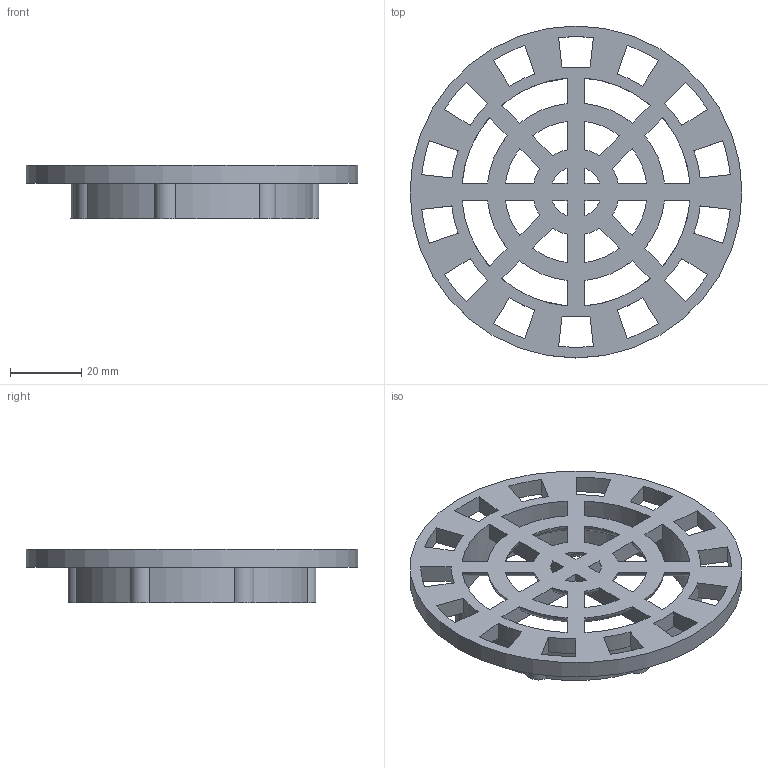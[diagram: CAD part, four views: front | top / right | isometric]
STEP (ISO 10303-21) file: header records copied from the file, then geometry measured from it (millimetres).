
FILE_DESCRIPTION(/* description */ ('STEP AP214'),/* implementation_level */ '2;1');
FILE_NAME(/* name */ '483260001(1)',/* time_stamp */ '2022-12-23T08:18:22+01:00',/* author */ ('License CC BY-ND 4.0'),/* organization */ ('CADENAS'),/* preprocessor_version */ 'ST-DEVELOPER v18.102',/* originating_system */ 'PARTsolutions',/* authorisation */ ' ');
FILE_SCHEMA (('AUTOMOTIVE_DESIGN {1 0 10303 214 3 1 1}'));
Length unit declared in the file: millimetre
Products named in the file (1): 483260001(1)
Bounding box: 93 x 93 x 15 mm (x, y, z)
Volume: 22506.9 mm3; surface area: 19046.4 mm2
Topology: 1 solids, 1 shells, 104 faces, 360 edges, 240 vertices
Faces by surface type: cylinder 52, plane 40, torus 12
Full cylindrical faces by diameter (mm): 64 x1, 93 x1
Entity records: 4234 total; most frequent: CARTESIAN_POINT 945, ORIENTED_EDGE 714, DIRECTION 650, EDGE_CURVE 357, VERTEX_POINT 239, AXIS2_PLACEMENT_3D 232, LINE 186, VECTOR 186
